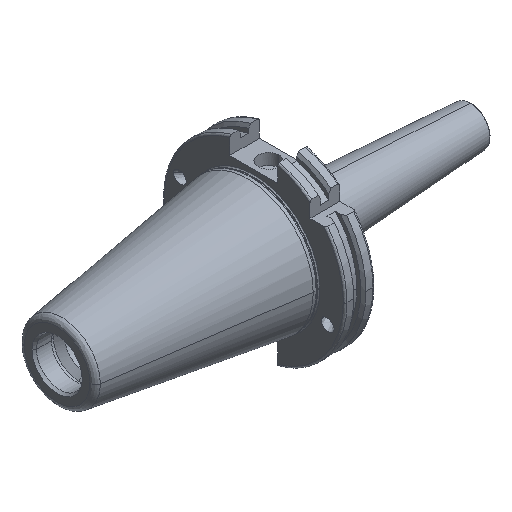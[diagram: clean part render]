
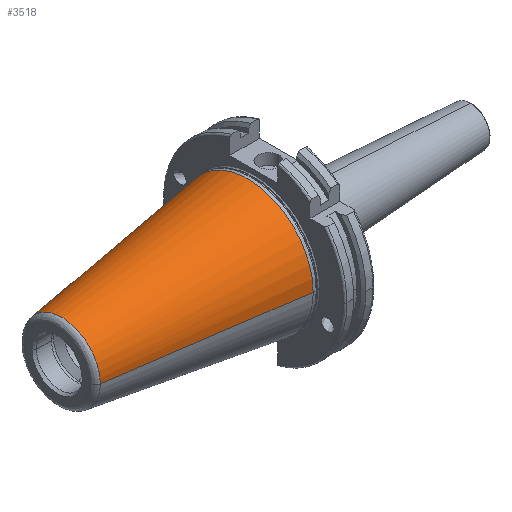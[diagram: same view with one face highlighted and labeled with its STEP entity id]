
A CAD part, isometric view. The second image highlights one B-rep face of the part: STEP entity #3518.
In plain terms, the highlighted free-form (B-spline) face has degree [1, 3] with [2, 7] control points.
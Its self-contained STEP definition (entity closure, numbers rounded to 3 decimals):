
#55 = CARTESIAN_POINT ( 'NONE',  ( -106.174, 0., 20.461 ) ) ;
#138 = EDGE_CURVE ( 'NONE', #413, #6448, #3131, .T. ) ;
#145 = CARTESIAN_POINT ( 'NONE',  ( -106.174, -20.461, 40.921 ) ) ;
#175 = B_SPLINE_CURVE_WITH_KNOTS ( 'NONE', 1,
 ( #1886, #5752 ),
 .UNSPECIFIED., .F., .F.,
 ( 2, 2 ),
 ( -1., 0. ),
 .UNSPECIFIED. ) ;
#406 = EDGE_LOOP ( 'NONE', ( #2235, #6928, #703, #3735 ) ) ;
#413 = VERTEX_POINT ( 'NONE', #6313 ) ;
#423 = CARTESIAN_POINT ( 'NONE',  ( -6.991, 20.459, 34.925 ) ) ;
#559 = CARTESIAN_POINT ( 'NONE',  ( -106.174, 20.461, 0. ) ) ;
#595 = CARTESIAN_POINT ( 'NONE',  ( -106.174, -20.461, 11.986 ) ) ;
#703 = ORIENTED_EDGE ( 'NONE', *, *, #4145, .F. ) ;
#970 = CARTESIAN_POINT ( 'NONE',  ( -6.991, 34.925, 0. ) ) ;
#1136 = CARTESIAN_POINT ( 'NONE',  ( -6.991, 34.925, 0. ) ) ;
#1234 = CARTESIAN_POINT ( 'NONE',  ( -106.174, -20.461, 0. ) ) ;
#1271 = VERTEX_POINT ( 'NONE', #559 ) ;
#1462 = FACE_OUTER_BOUND ( 'NONE', #406, .T. ) ;
#1685 = CARTESIAN_POINT ( 'NONE',  ( -6.991, 20.459, 34.925 ) ) ;
#1706 = CARTESIAN_POINT ( 'NONE',  ( -6.991, 34.925, 0. ) ) ;
#1777 = CARTESIAN_POINT ( 'NONE',  ( -106.174, 20.461, 40.921 ) ) ;
#1886 = CARTESIAN_POINT ( 'NONE',  ( -6.991, -34.925, 0. ) ) ;
#2170 = CARTESIAN_POINT ( 'NONE',  ( -6.991, 34.925, 0. ) ) ;
#2235 = ORIENTED_EDGE ( 'NONE', *, *, #3744, .F. ) ;
#2255 = CARTESIAN_POINT ( 'NONE',  ( -6.991, -20.459, 34.925 ) ) ;
#2808 = CARTESIAN_POINT ( 'NONE',  ( -6.991, -34.925, 0. ) ) ;
#3131 =( BOUNDED_CURVE ( )  B_SPLINE_CURVE ( 3, ( #5917, #3176, #7022, #3718, #423, #4269, #970 ),
 .UNSPECIFIED., .F., .F. ) 
 B_SPLINE_CURVE_WITH_KNOTS ( ( 4, 3, 4 ),
 ( -3.142, -1.571, 0. ),
 .UNSPECIFIED. ) 
 CURVE ( )  GEOMETRIC_REPRESENTATION_ITEM ( )  RATIONAL_B_SPLINE_CURVE ( ( 1., 0.805, 0.805, 1., 0.805, 0.805, 1. ) ) 
 REPRESENTATION_ITEM ( '' )  );
#3176 = CARTESIAN_POINT ( 'NONE',  ( -6.991, -34.925, 20.459 ) ) ;
#3331 = CARTESIAN_POINT ( 'NONE',  ( -106.174, 11.986, 20.461 ) ) ;
#3518 = ADVANCED_FACE ( 'NONE', ( #1462 ), #4434, .F. ) ;
#3718 = CARTESIAN_POINT ( 'NONE',  ( -6.991, 0., 34.925 ) ) ;
#3735 = ORIENTED_EDGE ( 'NONE', *, *, #6513, .F. ) ;
#3744 = EDGE_CURVE ( 'NONE', #413, #5278, #175, .T. ) ;
#3886 = CARTESIAN_POINT ( 'NONE',  ( -106.174, -11.986, 20.461 ) ) ;
#4145 = EDGE_CURVE ( 'NONE', #1271, #6448, #6975, .T. ) ;
#4269 = CARTESIAN_POINT ( 'NONE',  ( -6.991, 34.925, 20.459 ) ) ;
#4419 = CARTESIAN_POINT ( 'NONE',  ( -106.174, 20.461, 0. ) ) ;
#4434 =( BOUNDED_SURFACE ( )  B_SPLINE_SURFACE ( 1, 3, ( 
 ( #4419, #6639, #3331, #55, #3886, #595, #4445 ),
 ( #1136, #4996, #1685, #5566, #2255, #6113, #2808 ) ),
 .UNSPECIFIED., .F., .F., .F. ) 
 B_SPLINE_SURFACE_WITH_KNOTS ( ( 2, 2 ),
 ( 4, 3, 4 ),
 ( 0., 1. ),
 ( 0., 0.5, 1. ),
 .UNSPECIFIED. ) 
 GEOMETRIC_REPRESENTATION_ITEM ( )  RATIONAL_B_SPLINE_SURFACE ( (
 ( 1., 0.805, 0.805, 1., 0.805, 0.805, 1.),
 ( 1., 0.805, 0.805, 1., 0.805, 0.805, 1.) ) ) 
 REPRESENTATION_ITEM ( '' )  SURFACE ( )  );
#4445 = CARTESIAN_POINT ( 'NONE',  ( -106.174, -20.461, 0. ) ) ;
#4487 = CARTESIAN_POINT ( 'NONE',  ( -106.174, 20.461, 0. ) ) ;
#4499 =( BOUNDED_CURVE ( )  B_SPLINE_CURVE ( 3, ( #1234, #145, #1777, #5650 ),
 .UNSPECIFIED., .F., .F. ) 
 B_SPLINE_CURVE_WITH_KNOTS ( ( 4, 4 ),
 ( 0., 3.142 ),
 .UNSPECIFIED. ) 
 CURVE ( )  GEOMETRIC_REPRESENTATION_ITEM ( )  RATIONAL_B_SPLINE_CURVE ( ( 0.961, 0.32, 0.32, 0.961 ) ) 
 REPRESENTATION_ITEM ( '' )  );
#4996 = CARTESIAN_POINT ( 'NONE',  ( -6.991, 34.925, 20.459 ) ) ;
#5278 = VERTEX_POINT ( 'NONE', #5833 ) ;
#5566 = CARTESIAN_POINT ( 'NONE',  ( -6.991, 0., 34.925 ) ) ;
#5650 = CARTESIAN_POINT ( 'NONE',  ( -106.174, 20.461, 0. ) ) ;
#5752 = CARTESIAN_POINT ( 'NONE',  ( -106.174, -20.461, 0. ) ) ;
#5833 = CARTESIAN_POINT ( 'NONE',  ( -106.174, -20.461, 0. ) ) ;
#5917 = CARTESIAN_POINT ( 'NONE',  ( -6.991, -34.925, 0. ) ) ;
#6113 = CARTESIAN_POINT ( 'NONE',  ( -6.991, -34.925, 20.459 ) ) ;
#6313 = CARTESIAN_POINT ( 'NONE',  ( -6.991, -34.925, 0. ) ) ;
#6448 = VERTEX_POINT ( 'NONE', #2170 ) ;
#6513 = EDGE_CURVE ( 'NONE', #5278, #1271, #4499, .T. ) ;
#6639 = CARTESIAN_POINT ( 'NONE',  ( -106.174, 20.461, 11.986 ) ) ;
#6928 = ORIENTED_EDGE ( 'NONE', *, *, #138, .T. ) ;
#6975 = B_SPLINE_CURVE_WITH_KNOTS ( 'NONE', 1,
 ( #4487, #1706 ),
 .UNSPECIFIED., .F., .F.,
 ( 2, 2 ),
 ( -1., 0. ),
 .UNSPECIFIED. ) ;
#7022 = CARTESIAN_POINT ( 'NONE',  ( -6.991, -20.459, 34.925 ) ) ;
